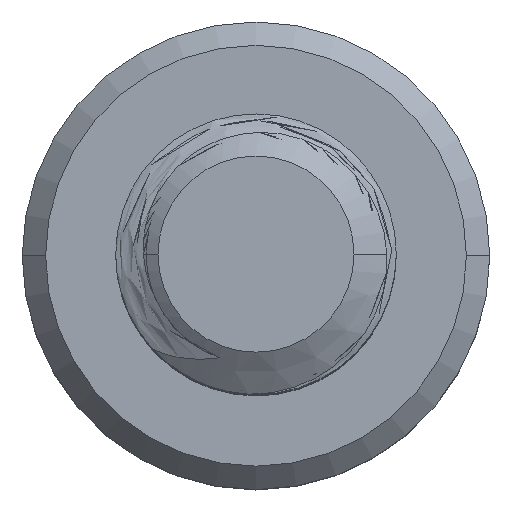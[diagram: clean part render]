
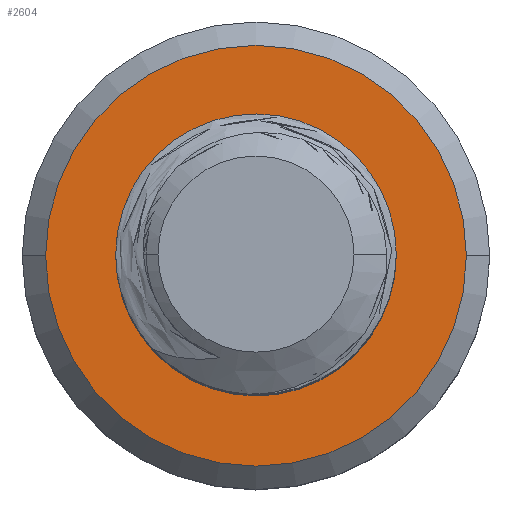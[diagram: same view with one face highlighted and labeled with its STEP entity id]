
A CAD part, top view. The second image highlights one B-rep face of the part: STEP entity #2604.
In plain terms, the highlighted planar face has unit normal (0, 0, 1).
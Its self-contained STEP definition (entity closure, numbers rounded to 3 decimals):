
#30 = EDGE_CURVE ( 'NONE', #5012, #2160, #159, .T. ) ;
#62 = CARTESIAN_POINT ( 'NONE',  ( 2.572, 0.552, -20. ) ) ;
#159 = CIRCLE ( 'NONE', #2055, 3. ) ;
#393 = CARTESIAN_POINT ( 'NONE',  ( -2.048, -1.611, -20. ) ) ;
#407 = CARTESIAN_POINT ( 'NONE',  ( -2.419, 1.711, -20. ) ) ;
#428 = VERTEX_POINT ( 'NONE', #5088 ) ;
#446 = CARTESIAN_POINT ( 'NONE',  ( -4.5, 0., -20. ) ) ;
#471 = CARTESIAN_POINT ( 'NONE',  ( 1.023, 2.73, -20. ) ) ;
#491 = CARTESIAN_POINT ( 'NONE',  ( 2.583, 0.156, -20. ) ) ;
#495 = B_SPLINE_CURVE_WITH_KNOTS ( 'NONE', 3,
 ( #5545, #1649, #4682, #2102, #5131, #2540, #5578, #2992, #393, #3416, #826, #3828, #1251, #4254, #1677, #4699, #2116, #5144, #2553, #5591, #3004, #407, #3430, #841 ),
 .UNSPECIFIED., .F., .F.,
 ( 4, 2, 2, 2, 2, 2, 2, 2, 2, 2, 2, 4 ),
 ( 0., 0.001, 0.002, 0.002, 0.002, 0.003, 0.003, 0.004, 0.004, 0.005, 0.006, 0.006 ),
 .UNSPECIFIED. ) ;
#826 = CARTESIAN_POINT ( 'NONE',  ( -2.302, -1.302, -20. ) ) ;
#832 = EDGE_CURVE ( 'NONE', #977, #428, #4325, .T. ) ;
#841 = CARTESIAN_POINT ( 'NONE',  ( -2.102, 2.141, -20. ) ) ;
#910 = CARTESIAN_POINT ( 'NONE',  ( 1.574, 2.365, -20. ) ) ;
#927 = CARTESIAN_POINT ( 'NONE',  ( 2.532, -0.24, -20. ) ) ;
#938 = CARTESIAN_POINT ( 'NONE',  ( 0., -2.35, -20. ) ) ;
#957 = DIRECTION ( 'NONE',  ( 0., 0., 1. ) ) ;
#977 = VERTEX_POINT ( 'NONE', #446 ) ;
#988 = AXIS2_PLACEMENT_3D ( 'NONE', #2551, #5590, #3002 ) ;
#1151 = DIRECTION ( 'NONE',  ( 1., 0., 0. ) ) ;
#1251 = CARTESIAN_POINT ( 'NONE',  ( -2.505, -0.962, -20. ) ) ;
#1287 = AXIS2_PLACEMENT_3D ( 'NONE', #3543, #957, #3959 ) ;
#1331 = CARTESIAN_POINT ( 'NONE',  ( 1.863, 2.09, -20. ) ) ;
#1334 = ORIENTED_EDGE ( 'NONE', *, *, #3145, .T. ) ;
#1350 = CARTESIAN_POINT ( 'NONE',  ( 2.42, -0.621, -20. ) ) ;
#1392 = PLANE ( 'NONE',  #3989 ) ;
#1412 = CARTESIAN_POINT ( 'NONE',  ( -2.102, 2.141, -20. ) ) ;
#1469 = CARTESIAN_POINT ( 'NONE',  ( 0., 3., -20. ) ) ;
#1649 = CARTESIAN_POINT ( 'NONE',  ( -0.266, -2.379, -20. ) ) ;
#1659 = CIRCLE ( 'NONE', #988, 4.5 ) ;
#1677 = CARTESIAN_POINT ( 'NONE',  ( -2.659, -0.593, -20. ) ) ;
#1707 = EDGE_CURVE ( 'NONE', #4196, #5400, #2051, .T. ) ;
#1772 = CARTESIAN_POINT ( 'NONE',  ( 2.189, 1.676, -20. ) ) ;
#1789 = CARTESIAN_POINT ( 'NONE',  ( 2.251, -0.981, -20. ) ) ;
#1831 = CARTESIAN_POINT ( 'NONE',  ( 0., 0., -20. ) ) ;
#1975 = FACE_OUTER_BOUND ( 'NONE', #4771, .T. ) ;
#2016 = B_SPLINE_CURVE_WITH_KNOTS ( 'NONE', 3,
 ( #2187, #4776, #3067, #471, #3497, #910, #3910, #1331, #4344, #1772, #4796, #2206, #5230, #2648, #62, #3089, #491, #3513, #927, #3931, #1350, #4360, #1789, #4818, #2226, #5252 ),
 .UNSPECIFIED., .F., .F.,
 ( 4, 2, 2, 2, 2, 2, 2, 2, 2, 2, 2, 2, 4 ),
 ( 0., 0.001, 0.002, 0.002, 0.002, 0.003, 0.004, 0.004, 0.004, 0.005, 0.005, 0.006, 0.006 ),
 .UNSPECIFIED. ) ;
#2051 = CIRCLE ( 'NONE', #4729, 2.35 ) ;
#2055 = AXIS2_PLACEMENT_3D ( 'NONE', #4868, #3992, #1151 ) ;
#2102 = CARTESIAN_POINT ( 'NONE',  ( -1.051, -2.251, -20. ) ) ;
#2107 = ORIENTED_EDGE ( 'NONE', *, *, #1707, .T. ) ;
#2116 = CARTESIAN_POINT ( 'NONE',  ( -2.757, -0.209, -20. ) ) ;
#2160 = VERTEX_POINT ( 'NONE', #1412 ) ;
#2187 = CARTESIAN_POINT ( 'NONE',  ( 0., 3., -20. ) ) ;
#2206 = CARTESIAN_POINT ( 'NONE',  ( 2.463, 1.071, -20. ) ) ;
#2226 = CARTESIAN_POINT ( 'NONE',  ( 1.859, -1.513, -20. ) ) ;
#2274 = DIRECTION ( 'NONE',  ( 0., 0., -1. ) ) ;
#2440 = CARTESIAN_POINT ( 'NONE',  ( 0., 0., -20. ) ) ;
#2540 = CARTESIAN_POINT ( 'NONE',  ( -1.642, -1.95, -20. ) ) ;
#2551 = CARTESIAN_POINT ( 'NONE',  ( 0., 0., -20. ) ) ;
#2553 = CARTESIAN_POINT ( 'NONE',  ( -2.806, 0.454, -20. ) ) ;
#2604 = ADVANCED_FACE ( 'NONE', ( #1975, #3649 ), #1392, .F. ) ;
#2648 = CARTESIAN_POINT ( 'NONE',  ( 2.555, 0.685, -20. ) ) ;
#2889 = DIRECTION ( 'NONE',  ( 1., 0., 0. ) ) ;
#2992 = CARTESIAN_POINT ( 'NONE',  ( -1.954, -1.703, -20. ) ) ;
#3002 = DIRECTION ( 'NONE',  ( -1., 0., 0. ) ) ;
#3004 = CARTESIAN_POINT ( 'NONE',  ( -2.644, 1.234, -20. ) ) ;
#3067 = CARTESIAN_POINT ( 'NONE',  ( 0.524, 2.919, -20. ) ) ;
#3089 = CARTESIAN_POINT ( 'NONE',  ( 2.586, 0.287, -20. ) ) ;
#3145 = EDGE_CURVE ( 'NONE', #5012, #4196, #2016, .T. ) ;
#3416 = CARTESIAN_POINT ( 'NONE',  ( -2.222, -1.411, -20. ) ) ;
#3430 = CARTESIAN_POINT ( 'NONE',  ( -2.274, 1.937, -20. ) ) ;
#3497 = CARTESIAN_POINT ( 'NONE',  ( 1.255, 2.602, -20. ) ) ;
#3513 = CARTESIAN_POINT ( 'NONE',  ( 2.556, -0.107, -20. ) ) ;
#3543 = CARTESIAN_POINT ( 'NONE',  ( 0., 0., -20. ) ) ;
#3649 = FACE_BOUND ( 'NONE', #4309, .T. ) ;
#3828 = CARTESIAN_POINT ( 'NONE',  ( -2.443, -1.078, -20. ) ) ;
#3910 = CARTESIAN_POINT ( 'NONE',  ( 1.675, 2.277, -20. ) ) ;
#3931 = CARTESIAN_POINT ( 'NONE',  ( 2.464, -0.497, -20. ) ) ;
#3959 = DIRECTION ( 'NONE',  ( -1., 0., 0. ) ) ;
#3981 = ORIENTED_EDGE ( 'NONE', *, *, #4303, .T. ) ;
#3989 = AXIS2_PLACEMENT_3D ( 'NONE', #1831, #2274, #5300 ) ;
#3992 = DIRECTION ( 'NONE',  ( 0., 0., 1. ) ) ;
#4196 = VERTEX_POINT ( 'NONE', #4630 ) ;
#4254 = CARTESIAN_POINT ( 'NONE',  ( -2.613, -0.719, -20. ) ) ;
#4303 = EDGE_CURVE ( 'NONE', #428, #977, #1659, .T. ) ;
#4309 = EDGE_LOOP ( 'NONE', ( #4786, #1334, #2107, #5403 ) ) ;
#4325 = CIRCLE ( 'NONE', #1287, 4.5 ) ;
#4344 = CARTESIAN_POINT ( 'NONE',  ( 1.95, 1.991, -20. ) ) ;
#4360 = CARTESIAN_POINT ( 'NONE',  ( 2.314, -0.863, -20. ) ) ;
#4630 = CARTESIAN_POINT ( 'NONE',  ( 1.647, -1.677, -20. ) ) ;
#4682 = CARTESIAN_POINT ( 'NONE',  ( -0.53, -2.364, -20. ) ) ;
#4699 = CARTESIAN_POINT ( 'NONE',  ( -2.73, -0.338, -20. ) ) ;
#4729 = AXIS2_PLACEMENT_3D ( 'NONE', #2440, #5474, #2889 ) ;
#4760 = EDGE_CURVE ( 'NONE', #5400, #2160, #495, .T. ) ;
#4771 = EDGE_LOOP ( 'NONE', ( #5410, #3981 ) ) ;
#4776 = CARTESIAN_POINT ( 'NONE',  ( 0.266, 2.978, -20. ) ) ;
#4786 = ORIENTED_EDGE ( 'NONE', *, *, #30, .F. ) ;
#4796 = CARTESIAN_POINT ( 'NONE',  ( 2.322, 1.44, -20. ) ) ;
#4818 = CARTESIAN_POINT ( 'NONE',  ( 2.035, -1.317, -20. ) ) ;
#4868 = CARTESIAN_POINT ( 'NONE',  ( 0., 0., -20. ) ) ;
#5012 = VERTEX_POINT ( 'NONE', #1469 ) ;
#5088 = CARTESIAN_POINT ( 'NONE',  ( 4.5, 0., -20. ) ) ;
#5131 = CARTESIAN_POINT ( 'NONE',  ( -1.298, -2.154, -20. ) ) ;
#5144 = CARTESIAN_POINT ( 'NONE',  ( -2.809, 0.184, -20. ) ) ;
#5230 = CARTESIAN_POINT ( 'NONE',  ( 2.5, 0.945, -20. ) ) ;
#5252 = CARTESIAN_POINT ( 'NONE',  ( 1.647, -1.677, -20. ) ) ;
#5300 = DIRECTION ( 'NONE',  ( -1., 0., 0. ) ) ;
#5400 = VERTEX_POINT ( 'NONE', #938 ) ;
#5403 = ORIENTED_EDGE ( 'NONE', *, *, #4760, .T. ) ;
#5410 = ORIENTED_EDGE ( 'NONE', *, *, #832, .T. ) ;
#5474 = DIRECTION ( 'NONE',  ( 0., 0., -1. ) ) ;
#5545 = CARTESIAN_POINT ( 'NONE',  ( 0., -2.35, -20. ) ) ;
#5578 = CARTESIAN_POINT ( 'NONE',  ( -1.751, -1.873, -20. ) ) ;
#5590 = DIRECTION ( 'NONE',  ( 0., 0., 1. ) ) ;
#5591 = CARTESIAN_POINT ( 'NONE',  ( -2.724, 0.975, -20. ) ) ;
